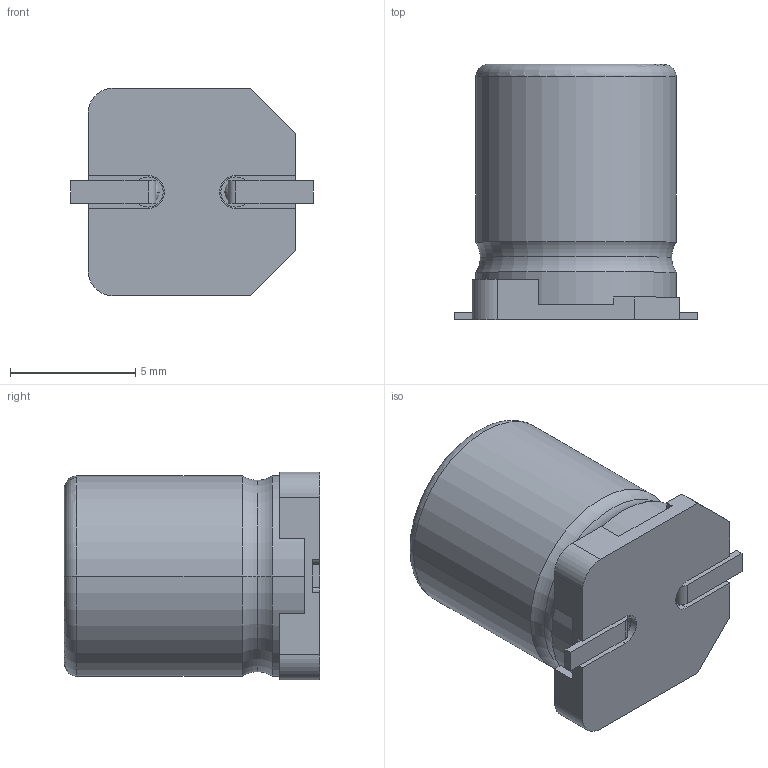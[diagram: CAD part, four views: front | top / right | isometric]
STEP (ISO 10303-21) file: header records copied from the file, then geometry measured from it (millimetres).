
FILE_DESCRIPTION (( 'STEP AP214' ), '1' );
FILE_NAME ('昗弨昳兂8 SIZE CODE F.stp', '2018-07-21T06:44:11', ( '' ), ( '' ), 'SwSTEP 2.0', 'SolidWorks 2015', '' );
FILE_SCHEMA (( 'AUTOMOTIVE_DESIGN' ));
Length unit declared in the file: millimetre
Products named in the file (4): 標準SIZE CODE F-001; 標準SIZE CODE F-003; 標準SIZE CODE F-002; 昗弨昳兂8 SIZE CODE F
Assembly tree (4 placements, depth 2):
  昗弨昳兂8 SIZE CODE F
    標準SIZE CODE F-001
    標準SIZE CODE F-002
    標準SIZE CODE F-003  x2
Bounding box: 9.7 x 10.2 x 8.3 mm (x, y, z)
Volume: 524.6 mm3; surface area: 532.2 mm2
Topology: 4 solids, 4 shells, 89 faces, 225 edges, 140 vertices
Faces by surface type: plane 52, cylinder 23, sphere 8, torus 6
Entity records: 2311 total; most frequent: DIRECTION 400, CARTESIAN_POINT 371, ORIENTED_EDGE 358, EDGE_CURVE 179, AXIS2_PLACEMENT_3D 143, LINE 114, VECTOR 114, VERTEX_POINT 114
